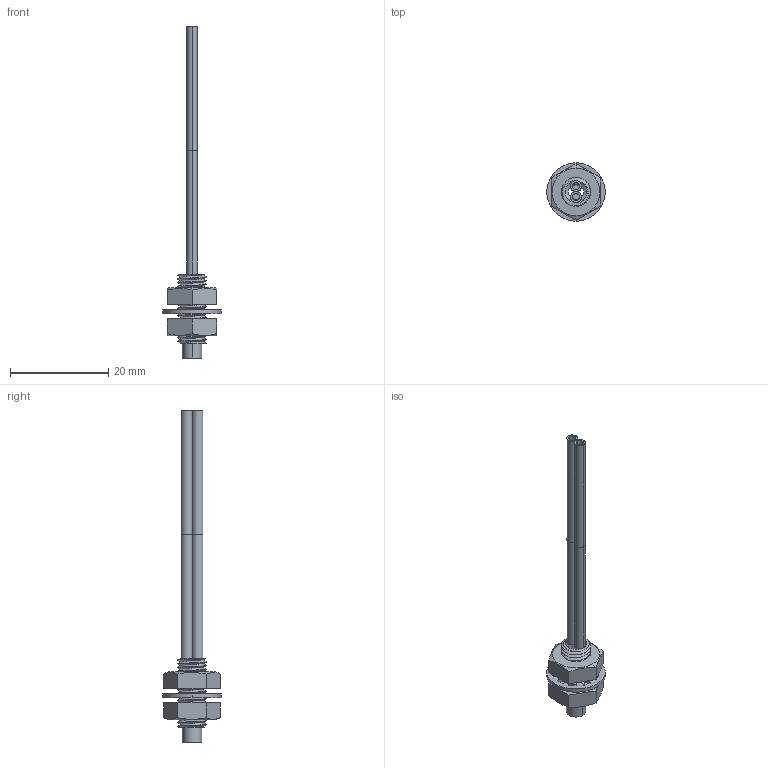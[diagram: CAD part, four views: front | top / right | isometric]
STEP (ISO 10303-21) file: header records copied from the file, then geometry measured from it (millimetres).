
FILE_DESCRIPTION((''),'2;1');
FILE_NAME('161876_ASM','2016-01-05T',('pdmadmin'),(''),'PRO/ENGINEER BY PARAMETRIC TECHNOLOGY CORPORATION, 2013230','PRO/ENGINEER BY PARAMETRIC TECHNOLOGY CORPORATION, 2013230','');
FILE_SCHEMA(('CONFIG_CONTROL_DESIGN'));
Length unit declared in the file: inch
Products named in the file (6): 39142; 39681; 08395; 08398_M6X0_75_HEX_JAM_NUT_SS_; FIBER_CORE_059-150; 161876_ASM
Assembly tree (10 placements, depth 2):
  161876_ASM
    39142
    39681  x4
    08395
    08398_M6X0_75_HEX_JAM_NUT_SS_  x2
    FIBER_CORE_059-150  x2
Bounding box: 11.92 x 11.92 x 67.72 mm (x, y, z)
Volume: 848.4 mm3; surface area: 2911.6 mm2
Topology: 10 solids, 10 shells, 233 faces, 575 edges, 363 vertices
Faces by surface type: cylinder 110, cone 58, plane 53, bspline 12
Entity records: 10590 total; most frequent: CARTESIAN_POINT 6185, ORIENTED_EDGE 914, DIRECTION 869, EDGE_CURVE 457, AXIS2_PLACEMENT_3D 331, VERTEX_POINT 293, VECTOR 207, LINE 207
